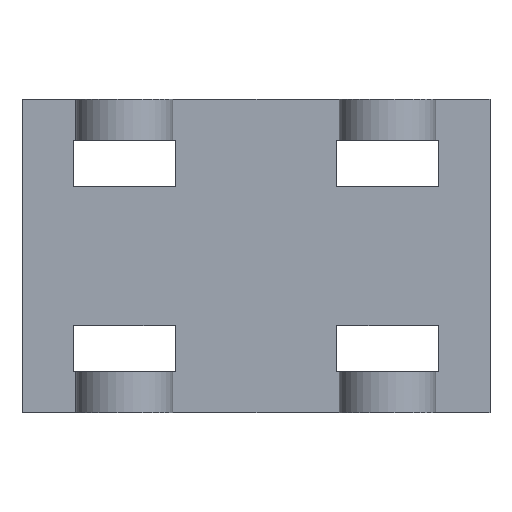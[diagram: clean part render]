
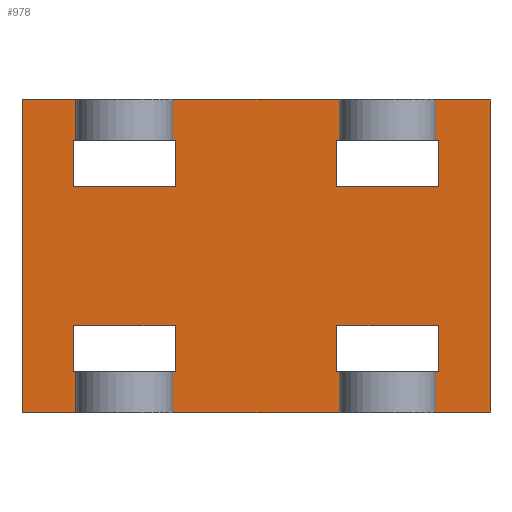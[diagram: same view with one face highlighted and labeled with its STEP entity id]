
A CAD part, top view. The second image highlights one B-rep face of the part: STEP entity #978.
In plain terms, the highlighted planar face has unit normal (0, 0, 1).
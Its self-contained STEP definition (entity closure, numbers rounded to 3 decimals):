
#60=FACE_OUTER_BOUND('',#106,.T.);
#106=EDGE_LOOP('',(#697,#698,#699,#700,#701,#702,#703,#704,#705,#706,#707,
#708,#709,#710,#711,#712,#713,#714,#715,#716,#717,#718,#719,#720,#721,#722,
#723,#724,#725,#726,#727,#728,#729,#730,#731,#732));
#149=LINE('',#1352,#277);
#153=LINE('',#1361,#281);
#155=LINE('',#1365,#283);
#158=LINE('',#1373,#286);
#161=LINE('',#1380,#289);
#166=LINE('',#1395,#294);
#169=LINE('',#1403,#297);
#172=LINE('',#1409,#300);
#175=LINE('',#1418,#303);
#177=LINE('',#1424,#305);
#178=LINE('',#1426,#306);
#179=LINE('',#1428,#307);
#180=LINE('',#1430,#308);
#181=LINE('',#1432,#309);
#182=LINE('',#1434,#310);
#183=LINE('',#1436,#311);
#184=LINE('',#1438,#312);
#185=LINE('',#1440,#313);
#186=LINE('',#1442,#314);
#187=LINE('',#1444,#315);
#188=LINE('',#1446,#316);
#189=LINE('',#1448,#317);
#190=LINE('',#1450,#318);
#191=LINE('',#1452,#319);
#192=LINE('',#1454,#320);
#193=LINE('',#1455,#321);
#194=LINE('',#1457,#322);
#195=LINE('',#1459,#323);
#196=LINE('',#1461,#324);
#197=LINE('',#1463,#325);
#198=LINE('',#1464,#326);
#199=LINE('',#1466,#327);
#200=LINE('',#1468,#328);
#201=LINE('',#1470,#329);
#202=LINE('',#1472,#330);
#203=LINE('',#1473,#331);
#277=VECTOR('',#1100,10.);
#281=VECTOR('',#1106,10.);
#283=VECTOR('',#1110,10.);
#286=VECTOR('',#1115,10.);
#289=VECTOR('',#1120,10.);
#294=VECTOR('',#1135,10.);
#297=VECTOR('',#1144,10.);
#300=VECTOR('',#1149,10.);
#303=VECTOR('',#1158,10.);
#305=VECTOR('',#1166,10.);
#306=VECTOR('',#1167,10.);
#307=VECTOR('',#1168,10.);
#308=VECTOR('',#1169,10.);
#309=VECTOR('',#1170,10.);
#310=VECTOR('',#1171,10.);
#311=VECTOR('',#1172,10.);
#312=VECTOR('',#1173,10.);
#313=VECTOR('',#1174,10.);
#314=VECTOR('',#1175,10.);
#315=VECTOR('',#1176,10.);
#316=VECTOR('',#1177,10.);
#317=VECTOR('',#1178,10.);
#318=VECTOR('',#1179,10.);
#319=VECTOR('',#1180,10.);
#320=VECTOR('',#1181,10.);
#321=VECTOR('',#1182,10.);
#322=VECTOR('',#1183,10.);
#323=VECTOR('',#1184,10.);
#324=VECTOR('',#1185,10.);
#325=VECTOR('',#1186,10.);
#326=VECTOR('',#1187,10.);
#327=VECTOR('',#1188,10.);
#328=VECTOR('',#1189,10.);
#329=VECTOR('',#1190,10.);
#330=VECTOR('',#1191,10.);
#331=VECTOR('',#1192,10.);
#405=VERTEX_POINT('',#1349);
#406=VERTEX_POINT('',#1351);
#409=VERTEX_POINT('',#1358);
#410=VERTEX_POINT('',#1360);
#411=VERTEX_POINT('',#1364);
#414=VERTEX_POINT('',#1370);
#415=VERTEX_POINT('',#1372);
#418=VERTEX_POINT('',#1378);
#423=VERTEX_POINT('',#1393);
#425=VERTEX_POINT('',#1401);
#426=VERTEX_POINT('',#1405);
#430=VERTEX_POINT('',#1416);
#431=VERTEX_POINT('',#1423);
#432=VERTEX_POINT('',#1425);
#433=VERTEX_POINT('',#1427);
#434=VERTEX_POINT('',#1429);
#435=VERTEX_POINT('',#1431);
#436=VERTEX_POINT('',#1433);
#437=VERTEX_POINT('',#1435);
#438=VERTEX_POINT('',#1437);
#439=VERTEX_POINT('',#1439);
#440=VERTEX_POINT('',#1441);
#441=VERTEX_POINT('',#1443);
#442=VERTEX_POINT('',#1445);
#443=VERTEX_POINT('',#1447);
#444=VERTEX_POINT('',#1449);
#445=VERTEX_POINT('',#1451);
#446=VERTEX_POINT('',#1453);
#447=VERTEX_POINT('',#1456);
#448=VERTEX_POINT('',#1458);
#449=VERTEX_POINT('',#1460);
#450=VERTEX_POINT('',#1462);
#451=VERTEX_POINT('',#1465);
#452=VERTEX_POINT('',#1467);
#453=VERTEX_POINT('',#1469);
#454=VERTEX_POINT('',#1471);
#501=EDGE_CURVE('',#406,#405,#149,.T.);
#505=EDGE_CURVE('',#410,#409,#153,.T.);
#507=EDGE_CURVE('',#411,#406,#155,.T.);
#511=EDGE_CURVE('',#415,#414,#158,.T.);
#515=EDGE_CURVE('',#409,#418,#161,.T.);
#523=EDGE_CURVE('',#418,#423,#166,.T.);
#527=EDGE_CURVE('',#425,#415,#169,.T.);
#530=EDGE_CURVE('',#426,#411,#172,.T.);
#534=EDGE_CURVE('',#414,#430,#175,.T.);
#537=EDGE_CURVE('',#405,#431,#177,.T.);
#538=EDGE_CURVE('',#431,#432,#178,.T.);
#539=EDGE_CURVE('',#432,#433,#179,.T.);
#540=EDGE_CURVE('',#433,#434,#180,.T.);
#541=EDGE_CURVE('',#434,#435,#181,.T.);
#542=EDGE_CURVE('',#435,#436,#182,.T.);
#543=EDGE_CURVE('',#436,#437,#183,.T.);
#544=EDGE_CURVE('',#437,#438,#184,.T.);
#545=EDGE_CURVE('',#438,#439,#185,.T.);
#546=EDGE_CURVE('',#439,#440,#186,.T.);
#547=EDGE_CURVE('',#440,#441,#187,.T.);
#548=EDGE_CURVE('',#441,#442,#188,.T.);
#549=EDGE_CURVE('',#442,#443,#189,.T.);
#550=EDGE_CURVE('',#443,#444,#190,.T.);
#551=EDGE_CURVE('',#444,#445,#191,.T.);
#552=EDGE_CURVE('',#445,#446,#192,.T.);
#553=EDGE_CURVE('',#446,#410,#193,.T.);
#554=EDGE_CURVE('',#423,#447,#194,.T.);
#555=EDGE_CURVE('',#447,#448,#195,.T.);
#556=EDGE_CURVE('',#448,#449,#196,.T.);
#557=EDGE_CURVE('',#449,#450,#197,.T.);
#558=EDGE_CURVE('',#450,#425,#198,.T.);
#559=EDGE_CURVE('',#430,#451,#199,.T.);
#560=EDGE_CURVE('',#451,#452,#200,.T.);
#561=EDGE_CURVE('',#452,#453,#201,.T.);
#562=EDGE_CURVE('',#453,#454,#202,.T.);
#563=EDGE_CURVE('',#454,#426,#203,.T.);
#697=ORIENTED_EDGE('',*,*,#501,.T.);
#698=ORIENTED_EDGE('',*,*,#537,.T.);
#699=ORIENTED_EDGE('',*,*,#538,.T.);
#700=ORIENTED_EDGE('',*,*,#539,.T.);
#701=ORIENTED_EDGE('',*,*,#540,.T.);
#702=ORIENTED_EDGE('',*,*,#541,.T.);
#703=ORIENTED_EDGE('',*,*,#542,.T.);
#704=ORIENTED_EDGE('',*,*,#543,.T.);
#705=ORIENTED_EDGE('',*,*,#544,.T.);
#706=ORIENTED_EDGE('',*,*,#545,.T.);
#707=ORIENTED_EDGE('',*,*,#546,.T.);
#708=ORIENTED_EDGE('',*,*,#547,.T.);
#709=ORIENTED_EDGE('',*,*,#548,.T.);
#710=ORIENTED_EDGE('',*,*,#549,.T.);
#711=ORIENTED_EDGE('',*,*,#550,.T.);
#712=ORIENTED_EDGE('',*,*,#551,.T.);
#713=ORIENTED_EDGE('',*,*,#552,.T.);
#714=ORIENTED_EDGE('',*,*,#553,.T.);
#715=ORIENTED_EDGE('',*,*,#505,.T.);
#716=ORIENTED_EDGE('',*,*,#515,.T.);
#717=ORIENTED_EDGE('',*,*,#523,.T.);
#718=ORIENTED_EDGE('',*,*,#554,.T.);
#719=ORIENTED_EDGE('',*,*,#555,.T.);
#720=ORIENTED_EDGE('',*,*,#556,.T.);
#721=ORIENTED_EDGE('',*,*,#557,.T.);
#722=ORIENTED_EDGE('',*,*,#558,.T.);
#723=ORIENTED_EDGE('',*,*,#527,.T.);
#724=ORIENTED_EDGE('',*,*,#511,.T.);
#725=ORIENTED_EDGE('',*,*,#534,.T.);
#726=ORIENTED_EDGE('',*,*,#559,.T.);
#727=ORIENTED_EDGE('',*,*,#560,.T.);
#728=ORIENTED_EDGE('',*,*,#561,.T.);
#729=ORIENTED_EDGE('',*,*,#562,.T.);
#730=ORIENTED_EDGE('',*,*,#563,.T.);
#731=ORIENTED_EDGE('',*,*,#530,.T.);
#732=ORIENTED_EDGE('',*,*,#507,.T.);
#938=PLANE('',#1053);
#978=ADVANCED_FACE('',(#60),#938,.T.);
#1053=AXIS2_PLACEMENT_3D('',#1422,#1164,#1165);
#1100=DIRECTION('',(0.,-1.,0.));
#1106=DIRECTION('',(0.,1.,0.));
#1110=DIRECTION('',(-1.,0.,0.));
#1115=DIRECTION('',(-1.,0.,0.));
#1120=DIRECTION('',(-1.,0.,0.));
#1135=DIRECTION('',(0.,-1.,0.));
#1144=DIRECTION('',(0.,1.,0.));
#1149=DIRECTION('',(0.,1.,0.));
#1158=DIRECTION('',(0.,-1.,0.));
#1164=DIRECTION('center_axis',(0.,0.,1.));
#1165=DIRECTION('ref_axis',(1.,0.,0.));
#1166=DIRECTION('',(1.,0.,0.));
#1167=DIRECTION('',(0.,1.,0.));
#1168=DIRECTION('',(-1.,0.,0.));
#1169=DIRECTION('',(0.,1.,0.));
#1170=DIRECTION('',(1.,0.,0.));
#1171=DIRECTION('',(0.,-1.,0.));
#1172=DIRECTION('',(-1.,0.,0.));
#1173=DIRECTION('',(0.,-1.,0.));
#1174=DIRECTION('',(1.,0.,0.));
#1175=DIRECTION('',(0.,1.,0.));
#1176=DIRECTION('',(-1.,0.,0.));
#1177=DIRECTION('',(0.,1.,0.));
#1178=DIRECTION('',(1.,0.,0.));
#1179=DIRECTION('',(0.,-1.,0.));
#1180=DIRECTION('',(-1.,0.,0.));
#1181=DIRECTION('',(0.,-1.,0.));
#1182=DIRECTION('',(1.,0.,0.));
#1183=DIRECTION('',(1.,0.,0.));
#1184=DIRECTION('',(0.,-1.,0.));
#1185=DIRECTION('',(-1.,0.,0.));
#1186=DIRECTION('',(0.,1.,0.));
#1187=DIRECTION('',(1.,0.,0.));
#1188=DIRECTION('',(1.,0.,0.));
#1189=DIRECTION('',(0.,-1.,0.));
#1190=DIRECTION('',(-1.,0.,0.));
#1191=DIRECTION('',(0.,1.,0.));
#1192=DIRECTION('',(1.,0.,0.));
#1349=CARTESIAN_POINT('',(-30.85,-8.25,3.));
#1351=CARTESIAN_POINT('',(-30.85,22.25,3.));
#1352=CARTESIAN_POINT('',(-30.85,14.625,3.));
#1358=CARTESIAN_POINT('',(14.65,22.25,3.));
#1360=CARTESIAN_POINT('',(14.65,-8.25,3.));
#1361=CARTESIAN_POINT('',(14.65,-0.625,3.));
#1364=CARTESIAN_POINT('',(-25.6,22.25,3.));
#1365=CARTESIAN_POINT('',(16.65,22.25,3.));
#1370=CARTESIAN_POINT('',(-16.2,22.25,3.));
#1372=CARTESIAN_POINT('',(0.,22.25,3.));
#1373=CARTESIAN_POINT('',(16.65,22.25,3.));
#1378=CARTESIAN_POINT('',(9.4,22.25,3.));
#1380=CARTESIAN_POINT('',(16.65,22.25,3.));
#1393=CARTESIAN_POINT('',(9.4,18.25,3.));
#1395=CARTESIAN_POINT('',(9.4,14.625,3.));
#1401=CARTESIAN_POINT('',(0.,18.25,3.));
#1403=CARTESIAN_POINT('',(0.,14.625,3.));
#1405=CARTESIAN_POINT('',(-25.6,18.25,3.));
#1409=CARTESIAN_POINT('',(-25.6,14.625,3.));
#1416=CARTESIAN_POINT('',(-16.2,18.25,3.));
#1418=CARTESIAN_POINT('',(-16.2,14.625,3.));
#1422=CARTESIAN_POINT('Origin',(-8.1,7.,3.));
#1423=CARTESIAN_POINT('',(-25.6,-8.25,3.));
#1424=CARTESIAN_POINT('',(-32.85,-8.25,3.));
#1425=CARTESIAN_POINT('',(-25.6,-4.25,3.));
#1426=CARTESIAN_POINT('',(-25.6,-0.625,3.));
#1427=CARTESIAN_POINT('',(-25.85,-4.25,3.));
#1428=CARTESIAN_POINT('',(12.65,-4.25,3.));
#1429=CARTESIAN_POINT('',(-25.85,0.25,3.));
#1430=CARTESIAN_POINT('',(-25.85,-4.25,3.));
#1431=CARTESIAN_POINT('',(-15.95,0.25,3.));
#1432=CARTESIAN_POINT('',(-28.85,0.25,3.));
#1433=CARTESIAN_POINT('',(-15.95,-4.25,3.));
#1434=CARTESIAN_POINT('',(-15.95,0.25,3.));
#1435=CARTESIAN_POINT('',(-16.2,-4.25,3.));
#1436=CARTESIAN_POINT('',(12.65,-4.25,3.));
#1437=CARTESIAN_POINT('',(-16.2,-8.25,3.));
#1438=CARTESIAN_POINT('',(-16.2,-0.625,3.));
#1439=CARTESIAN_POINT('',(0.,-8.25,3.));
#1440=CARTESIAN_POINT('',(-32.85,-8.25,3.));
#1441=CARTESIAN_POINT('',(0.,-4.25,3.));
#1442=CARTESIAN_POINT('',(0.,-0.625,3.));
#1443=CARTESIAN_POINT('',(-0.25,-4.25,3.));
#1444=CARTESIAN_POINT('',(12.65,-4.25,3.));
#1445=CARTESIAN_POINT('',(-0.25,0.25,3.));
#1446=CARTESIAN_POINT('',(-0.25,-4.25,3.));
#1447=CARTESIAN_POINT('',(9.65,0.25,3.));
#1448=CARTESIAN_POINT('',(-28.85,0.25,3.));
#1449=CARTESIAN_POINT('',(9.65,-4.25,3.));
#1450=CARTESIAN_POINT('',(9.65,0.25,3.));
#1451=CARTESIAN_POINT('',(9.4,-4.25,3.));
#1452=CARTESIAN_POINT('',(12.65,-4.25,3.));
#1453=CARTESIAN_POINT('',(9.4,-8.25,3.));
#1454=CARTESIAN_POINT('',(9.4,-0.625,3.));
#1455=CARTESIAN_POINT('',(-32.85,-8.25,3.));
#1456=CARTESIAN_POINT('',(9.65,18.25,3.));
#1457=CARTESIAN_POINT('',(-28.85,18.25,3.));
#1458=CARTESIAN_POINT('',(9.65,13.75,3.));
#1459=CARTESIAN_POINT('',(9.65,18.25,3.));
#1460=CARTESIAN_POINT('',(-0.25,13.75,3.));
#1461=CARTESIAN_POINT('',(12.65,13.75,3.));
#1462=CARTESIAN_POINT('',(-0.25,18.25,3.));
#1463=CARTESIAN_POINT('',(-0.25,13.75,3.));
#1464=CARTESIAN_POINT('',(-28.85,18.25,3.));
#1465=CARTESIAN_POINT('',(-15.95,18.25,3.));
#1466=CARTESIAN_POINT('',(-28.85,18.25,3.));
#1467=CARTESIAN_POINT('',(-15.95,13.75,3.));
#1468=CARTESIAN_POINT('',(-15.95,18.25,3.));
#1469=CARTESIAN_POINT('',(-25.85,13.75,3.));
#1470=CARTESIAN_POINT('',(12.65,13.75,3.));
#1471=CARTESIAN_POINT('',(-25.85,18.25,3.));
#1472=CARTESIAN_POINT('',(-25.85,13.75,3.));
#1473=CARTESIAN_POINT('',(-28.85,18.25,3.));
